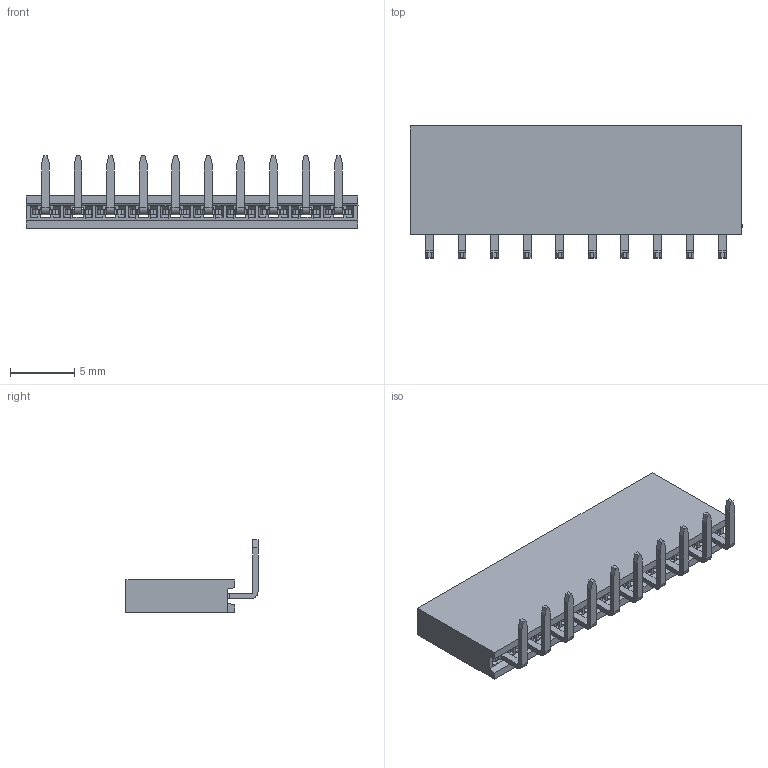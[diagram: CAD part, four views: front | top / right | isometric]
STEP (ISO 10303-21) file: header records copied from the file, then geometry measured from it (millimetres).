
FILE_DESCRIPTION (( 'STEP AP203' ), '1' );
FILE_NAME ('_ _ _C101LGBN-RC.STEP', '2016-08-19T01:47:47', ( 'LUANN HERRING' ), ( 'SULLINS' ), 'SwSTEP 2.0', 'SolidWorks 2015', '' );
FILE_SCHEMA (( 'CONFIG_CONTROL_DESIGN' ));
Length unit declared in the file: inch
Products named in the file (2): _ _ _C101LGBN-RC
Bounding box: 25.9 x 10.3 x 5.69 mm (x, y, z)
Volume: 455.9 mm3; surface area: 1465.9 mm2
Topology: 11 solids, 11 shells, 731 faces, 2006 edges, 1297 vertices
Faces by surface type: plane 581, cylinder 150
Entity records: 23490 total; most frequent: CARTESIAN_POINT 5259, ORIENTED_EDGE 4012, DIRECTION 3311, EDGE_CURVE 2006, VECTOR 1605, LINE 1605, VERTEX_POINT 1297, AXIS2_PLACEMENT_3D 853
